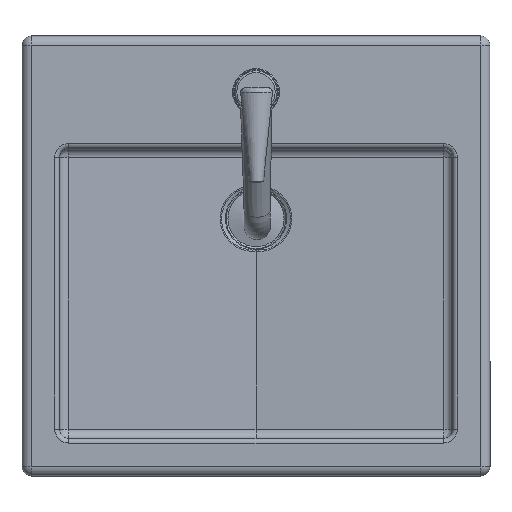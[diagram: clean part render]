
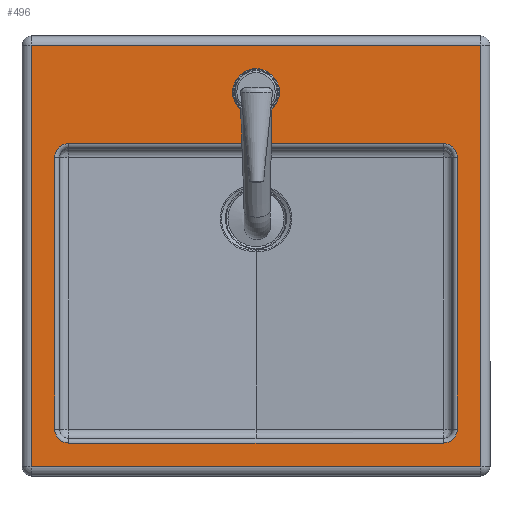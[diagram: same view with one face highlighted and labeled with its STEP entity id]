
A CAD part, top view. The second image highlights one B-rep face of the part: STEP entity #496.
In plain terms, the highlighted planar face has unit normal (0, 0, 1).
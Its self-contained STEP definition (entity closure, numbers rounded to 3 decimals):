
#227=CARTESIAN_POINT('',(-19.223,440.563,130.0));
#228=VERTEX_POINT('',#227);
#236=CARTESIAN_POINT('',(460.777,440.563,130.0));
#237=VERTEX_POINT('',#236);
#238=CARTESIAN_POINT('',(-19.223,440.563,130.0));
#239=DIRECTION('',(1.0,0.0,0.0));
#240=VECTOR('',#239,480.);
#241=LINE('',#238,#240);
#242=EDGE_CURVE('',#228,#237,#241,.T.);
#373=CARTESIAN_POINT('',(460.777,-9.437,130.0));
#374=VERTEX_POINT('',#373);
#375=CARTESIAN_POINT('',(460.777,440.563,130.0));
#376=DIRECTION('',(0.0,-1.0,0.0));
#377=VECTOR('',#376,450.0);
#378=LINE('',#375,#377);
#379=EDGE_CURVE('',#237,#374,#378,.T.);
#392=CARTESIAN_POINT('',(220.777,215.563,130.0));
#393=DIRECTION('',(0.0,0.0,1.0));
#394=DIRECTION('',(1.0,0.0,0.0));
#395=AXIS2_PLACEMENT_3D('',#392,#393,#394);
#396=PLANE('',#395);
#397=ORIENTED_EDGE('',*,*,#242,.F.);
#398=CARTESIAN_POINT('',(-19.223,-9.437,130.0));
#399=VERTEX_POINT('',#398);
#400=CARTESIAN_POINT('',(-19.223,-9.437,130.0));
#401=DIRECTION('',(0.0,1.0,0.0));
#402=VECTOR('',#401,450.);
#403=LINE('',#400,#402);
#404=EDGE_CURVE('',#399,#228,#403,.T.);
#405=ORIENTED_EDGE('',*,*,#404,.F.);
#406=CARTESIAN_POINT('',(460.777,-9.437,130.0));
#407=DIRECTION('',(-1.0,0.0,0.0));
#408=VECTOR('',#407,480.);
#409=LINE('',#406,#408);
#410=EDGE_CURVE('',#374,#399,#409,.T.);
#411=ORIENTED_EDGE('',*,*,#410,.F.);
#412=ORIENTED_EDGE('',*,*,#379,.F.);
#413=EDGE_LOOP('',(#397,#405,#411,#412));
#414=FACE_OUTER_BOUND('',#413,.T.);
#415=CARTESIAN_POINT('',(20.777,15.563,130.0));
#416=VERTEX_POINT('',#415);
#417=CARTESIAN_POINT('',(420.777,15.563,130.0));
#418=VERTEX_POINT('',#417);
#419=CARTESIAN_POINT('',(20.777,15.563,130.0));
#420=DIRECTION('',(1.0,0.0,0.0));
#421=VECTOR('',#420,400.);
#422=LINE('',#419,#421);
#423=EDGE_CURVE('',#416,#418,#422,.T.);
#424=ORIENTED_EDGE('',*,*,#423,.F.);
#425=CARTESIAN_POINT('',(5.777,30.563,130.0));
#426=VERTEX_POINT('',#425);
#427=CARTESIAN_POINT('',(20.777,30.563,130.0));
#428=DIRECTION('',(0.0,0.0,1.));
#429=DIRECTION('',(-0.707,-0.707,0.0));
#430=AXIS2_PLACEMENT_3D('',#427,#428,#429);
#431=CIRCLE('',#430,15.);
#432=EDGE_CURVE('',#426,#416,#431,.T.);
#433=ORIENTED_EDGE('',*,*,#432,.F.);
#434=CARTESIAN_POINT('',(5.777,320.563,130.0));
#435=VERTEX_POINT('',#434);
#436=CARTESIAN_POINT('',(5.777,320.563,130.0));
#437=DIRECTION('',(0.0,-1.0,0.0));
#438=VECTOR('',#437,290.0);
#439=LINE('',#436,#438);
#440=EDGE_CURVE('',#435,#426,#439,.T.);
#441=ORIENTED_EDGE('',*,*,#440,.F.);
#442=CARTESIAN_POINT('',(20.777,335.563,130.0));
#443=VERTEX_POINT('',#442);
#444=CARTESIAN_POINT('',(20.777,320.563,130.0));
#445=DIRECTION('',(0.0,0.0,1.0));
#446=DIRECTION('',(-0.707,0.707,0.0));
#447=AXIS2_PLACEMENT_3D('',#444,#445,#446);
#448=CIRCLE('',#447,15.);
#449=EDGE_CURVE('',#443,#435,#448,.T.);
#450=ORIENTED_EDGE('',*,*,#449,.F.);
#451=CARTESIAN_POINT('',(420.777,335.563,130.0));
#452=VERTEX_POINT('',#451);
#453=CARTESIAN_POINT('',(420.777,335.563,130.0));
#454=DIRECTION('',(-1.0,0.0,0.0));
#455=VECTOR('',#454,400.);
#456=LINE('',#453,#455);
#457=EDGE_CURVE('',#452,#443,#456,.T.);
#458=ORIENTED_EDGE('',*,*,#457,.F.);
#459=CARTESIAN_POINT('',(435.777,320.563,130.0));
#460=VERTEX_POINT('',#459);
#461=CARTESIAN_POINT('',(420.777,320.563,130.0));
#462=DIRECTION('',(0.0,0.0,1.));
#463=DIRECTION('',(0.707,0.707,0.0));
#464=AXIS2_PLACEMENT_3D('',#461,#462,#463);
#465=CIRCLE('',#464,15.0);
#466=EDGE_CURVE('',#460,#452,#465,.T.);
#467=ORIENTED_EDGE('',*,*,#466,.F.);
#468=CARTESIAN_POINT('',(435.777,30.563,130.0));
#469=VERTEX_POINT('',#468);
#470=CARTESIAN_POINT('',(435.777,30.563,130.0));
#471=DIRECTION('',(0.0,1.0,0.0));
#472=VECTOR('',#471,290.);
#473=LINE('',#470,#472);
#474=EDGE_CURVE('',#469,#460,#473,.T.);
#475=ORIENTED_EDGE('',*,*,#474,.F.);
#476=CARTESIAN_POINT('',(420.777,30.563,130.0));
#477=DIRECTION('',(0.0,0.0,1.0));
#478=DIRECTION('',(0.707,-0.707,0.0));
#479=AXIS2_PLACEMENT_3D('',#476,#477,#478);
#480=CIRCLE('',#479,15.);
#481=EDGE_CURVE('',#418,#469,#480,.T.);
#482=ORIENTED_EDGE('',*,*,#481,.F.);
#483=EDGE_LOOP('',(#424,#433,#441,#450,#458,#467,#475,#482));
#484=FACE_BOUND('',#483,.T.);
#485=CARTESIAN_POINT('',(241.277,390.563,130.0));
#486=VERTEX_POINT('',#485);
#487=CARTESIAN_POINT('',(220.777,390.563,130.0));
#488=DIRECTION('',(0.0,0.0,1.0));
#489=DIRECTION('',(-1.0,0.0,0.0));
#490=AXIS2_PLACEMENT_3D('',#487,#488,#489);
#491=CIRCLE('',#490,20.5);
#492=EDGE_CURVE('',#486,#486,#491,.T.);
#493=ORIENTED_EDGE('',*,*,#492,.F.);
#494=EDGE_LOOP('',(#493));
#495=FACE_BOUND('',#494,.T.);
#496=ADVANCED_FACE('',(#414,#484,#495),#396,.T.);
